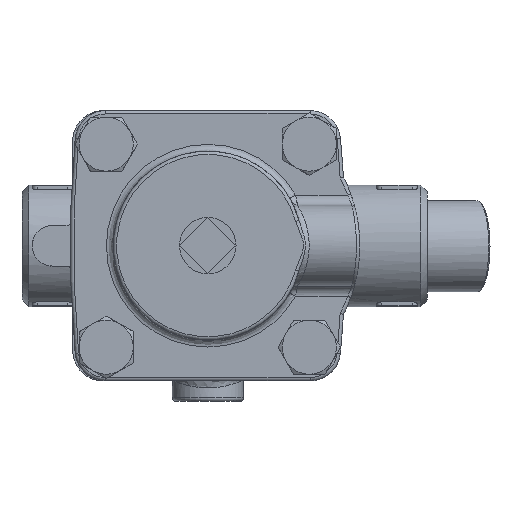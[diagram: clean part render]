
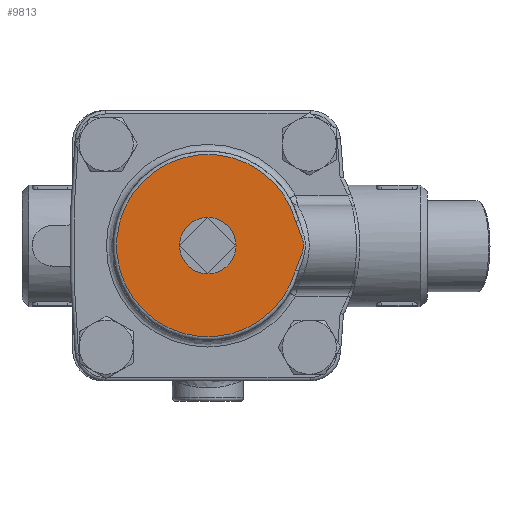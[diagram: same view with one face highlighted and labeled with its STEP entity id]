
A CAD part, top view. The second image highlights one B-rep face of the part: STEP entity #9813.
In plain terms, the highlighted planar face has unit normal (0, 0, 1).
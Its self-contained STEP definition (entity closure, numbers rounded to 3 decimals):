
#4603=CARTESIAN_POINT('',(8.25,0.0,40.0));
#4604=VERTEX_POINT('',#4603);
#4605=CARTESIAN_POINT('',(0.,0.0,40.0));
#4606=DIRECTION('',(0.0,0.0,-1.0));
#4607=DIRECTION('',(1.0,0.0,0.0));
#4608=AXIS2_PLACEMENT_3D('',#4605,#4606,#4607);
#4609=CIRCLE('',#4608,8.25);
#4610=EDGE_CURVE('',#4604,#4604,#4609,.T.);
#9497=CARTESIAN_POINT('',(26.026,-7.186,40.0));
#9498=VERTEX_POINT('',#9497);
#9506=CARTESIAN_POINT('',(26.026,7.186,40.0));
#9507=VERTEX_POINT('',#9506);
#9508=CARTESIAN_POINT('',(0.,0.,40.0));
#9509=DIRECTION('',(0.0,0.0,-1.0));
#9510=DIRECTION('',(-1.0,0.,0.0));
#9511=AXIS2_PLACEMENT_3D('',#9508,#9509,#9510);
#9512=CIRCLE('',#9511,27.0);
#9513=EDGE_CURVE('',#9498,#9507,#9512,.T.);
#9672=CARTESIAN_POINT('',(26.026,7.186,40.));
#9673=CARTESIAN_POINT('',(26.218,6.49,40.0));
#9674=CARTESIAN_POINT('',(26.728,5.138,40.));
#9675=CARTESIAN_POINT('',(27.467,3.484,40.));
#9676=CARTESIAN_POINT('',(27.979,2.132,40.));
#9677=CARTESIAN_POINT('',(28.234,1.201,40.));
#9678=CARTESIAN_POINT('',(28.345,0.363,40.));
#9679=CARTESIAN_POINT('',(28.346,-0.361,40.));
#9680=CARTESIAN_POINT('',(28.267,-0.959,40.));
#9681=CARTESIAN_POINT('',(28.165,-1.43,40.));
#9682=CARTESIAN_POINT('',(28.041,-1.895,40.));
#9683=CARTESIAN_POINT('',(27.853,-2.467,40.));
#9684=CARTESIAN_POINT('',(27.549,-3.256,40.));
#9685=CARTESIAN_POINT('',(27.171,-4.144,40.));
#9686=CARTESIAN_POINT('',(26.602,-5.473,40.));
#9687=CARTESIAN_POINT('',(26.218,-6.49,40.0));
#9688=CARTESIAN_POINT('',(26.026,-7.186,40.0));
#9689=B_SPLINE_CURVE_WITH_KNOTS('',3,(#9672,#9673,#9674,#9675,#9676,#9677,#9678,#9679,#9680,#9681,#9682,#9683,#9684,#9685,#9686,#9687,#9688),.UNSPECIFIED.,.F.,.U.,(4,1,1,1,1,1,1,1,1,1,1,1,1,1,4),(0.,0.217,0.433,0.542,0.65,0.722,0.795,0.867,0.903,0.939,1.011,1.083,1.192,1.3,1.517),.UNSPECIFIED.);
#9690=EDGE_CURVE('',#9507,#9498,#9689,.T.);
#9801=CARTESIAN_POINT('',(0.,0.,40.0));
#9802=DIRECTION('',(0.0,0.0,-1.0));
#9803=DIRECTION('',(-1.0,0.0,0.0));
#9804=AXIS2_PLACEMENT_3D('',#9801,#9802,#9803);
#9805=PLANE('',#9804);
#9806=ORIENTED_EDGE('',*,*,#9513,.F.);
#9807=ORIENTED_EDGE('',*,*,#9690,.F.);
#9808=EDGE_LOOP('',(#9806,#9807));
#9809=FACE_OUTER_BOUND('',#9808,.T.);
#9810=ORIENTED_EDGE('',*,*,#4610,.T.);
#9811=EDGE_LOOP('',(#9810));
#9812=FACE_BOUND('',#9811,.T.);
#9813=ADVANCED_FACE('',(#9809,#9812),#9805,.F.);
